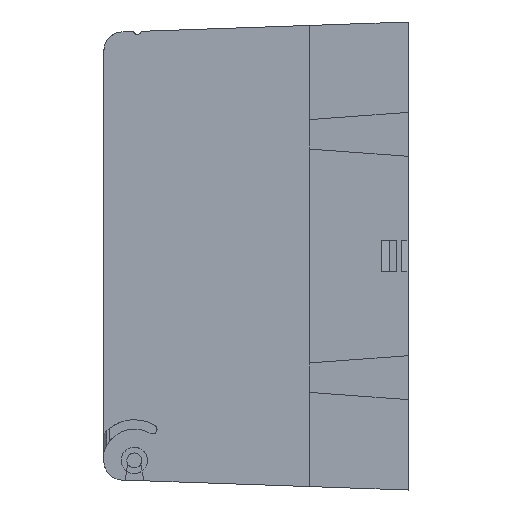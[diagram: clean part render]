
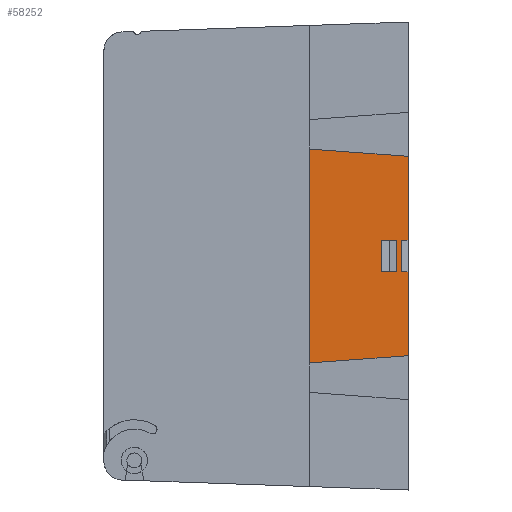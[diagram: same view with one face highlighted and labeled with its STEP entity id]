
A CAD part, left-side view. The second image highlights one B-rep face of the part: STEP entity #58252.
In plain terms, the highlighted planar face has unit normal (1, 0, 0).
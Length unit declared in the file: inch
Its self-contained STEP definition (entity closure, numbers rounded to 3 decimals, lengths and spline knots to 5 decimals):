
#3354 = EDGE_CURVE ( 'NONE', #3842, #3917, #32647, .T. ) ;
#3842 = VERTEX_POINT ( 'NONE', #77518 ) ;
#3917 = VERTEX_POINT ( 'NONE', #74775 ) ;
#4133 = VERTEX_POINT ( 'NONE', #55770 ) ;
#4580 = VECTOR ( 'NONE', #78538, 39.37008 ) ;
#4730 = CARTESIAN_POINT ( 'NONE',  ( -2.6392, -1.5184, -0.17 ) ) ;
#5251 = CARTESIAN_POINT ( 'NONE',  ( -2.6392, -1.68, 0.17 ) ) ;
#6531 = EDGE_CURVE ( 'NONE', #38513, #39934, #27607, .T. ) ;
#8212 = CARTESIAN_POINT ( 'NONE',  ( -2.6392, -1.68, -2.21333 ) ) ;
#9286 = FACE_OUTER_BOUND ( 'NONE', #86338, .T. ) ;
#9374 = EDGE_CURVE ( 'NONE', #9634, #4133, #33631, .T. ) ;
#9634 = VERTEX_POINT ( 'NONE', #55037 ) ;
#9715 = CARTESIAN_POINT ( 'NONE',  ( -2.6392, -0.75, -1.14282 ) ) ;
#10015 = CARTESIAN_POINT ( 'NONE',  ( -2.6392, -1.5184, -2.21333 ) ) ;
#10033 = ORIENTED_EDGE ( 'NONE', *, *, #65819, .F. ) ;
#10985 = CARTESIAN_POINT ( 'NONE',  ( -2.6392, -0.75, 0.17 ) ) ;
#12511 = AXIS2_PLACEMENT_3D ( 'NONE', #35045, #81753, #41685 ) ;
#13221 = EDGE_CURVE ( 'NONE', #38063, #9634, #43216, .T. ) ;
#13441 = LINE ( 'NONE', #58173, #64547 ) ;
#14902 = EDGE_CURVE ( 'NONE', #3917, #38513, #76463, .T. ) ;
#14992 = VECTOR ( 'NONE', #45923, 39.37008 ) ;
#16339 = DIRECTION ( 'NONE',  ( 0., 0., 1. ) ) ;
#17214 = VERTEX_POINT ( 'NONE', #60230 ) ;
#19299 = CARTESIAN_POINT ( 'NONE',  ( -2.6392, -1.8, -1.065 ) ) ;
#19311 = VERTEX_POINT ( 'NONE', #19299 ) ;
#19449 = CARTESIAN_POINT ( 'NONE',  ( -2.6392, -0.75, 0.17 ) ) ;
#20867 = EDGE_CURVE ( 'NONE', #35037, #83233, #75509, .T. ) ;
#23865 = ORIENTED_EDGE ( 'NONE', *, *, #14902, .F. ) ;
#26769 = VECTOR ( 'NONE', #69858, 39.37008 ) ;
#27607 = LINE ( 'NONE', #69963, #26769 ) ;
#32647 = LINE ( 'NONE', #47003, #14992 ) ;
#33268 = CARTESIAN_POINT ( 'NONE',  ( -2.6392, -1.8, 1.065 ) ) ;
#33572 = ORIENTED_EDGE ( 'NONE', *, *, #56776, .F. ) ;
#33629 = DIRECTION ( 'NONE',  ( 0., 0., 1. ) ) ;
#33631 = LINE ( 'NONE', #71004, #51349 ) ;
#33647 = DIRECTION ( 'NONE',  ( 0., 0.997, 0.074 ) ) ;
#35037 = VERTEX_POINT ( 'NONE', #63713 ) ;
#35045 = CARTESIAN_POINT ( 'NONE',  ( -2.6392, -0.75, -2.21333 ) ) ;
#35540 = VECTOR ( 'NONE', #54508, 39.37008 ) ;
#37495 = CARTESIAN_POINT ( 'NONE',  ( -2.6392, -0.75, -0.17 ) ) ;
#37950 = DIRECTION ( 'NONE',  ( 0., 1., 0. ) ) ;
#38063 = VERTEX_POINT ( 'NONE', #70437 ) ;
#38513 = VERTEX_POINT ( 'NONE', #50067 ) ;
#39934 = VERTEX_POINT ( 'NONE', #9715 ) ;
#40094 = LINE ( 'NONE', #10015, #75649 ) ;
#41473 = EDGE_CURVE ( 'NONE', #52084, #35037, #40094, .T. ) ;
#41685 = DIRECTION ( 'NONE',  ( 0., 0., 1. ) ) ;
#41891 = LINE ( 'NONE', #10985, #4580 ) ;
#43216 = LINE ( 'NONE', #37495, #44697 ) ;
#44521 = FACE_BOUND ( 'NONE', #53392, .T. ) ;
#44697 = VECTOR ( 'NONE', #37950, 39.37008 ) ;
#45923 = DIRECTION ( 'NONE',  ( 0., 0., 1. ) ) ;
#47003 = CARTESIAN_POINT ( 'NONE',  ( -2.6392, -1.8, -2.25 ) ) ;
#47680 = ORIENTED_EDGE ( 'NONE', *, *, #41473, .F. ) ;
#49946 = ORIENTED_EDGE ( 'NONE', *, *, #61325, .F. ) ;
#50067 = CARTESIAN_POINT ( 'NONE',  ( -2.6392, -0.75, 1.14282 ) ) ;
#51320 = EDGE_CURVE ( 'NONE', #4133, #3842, #41891, .T. ) ;
#51349 = VECTOR ( 'NONE', #69701, 39.37008 ) ;
#51785 = ORIENTED_EDGE ( 'NONE', *, *, #3354, .F. ) ;
#52084 = VERTEX_POINT ( 'NONE', #4730 ) ;
#52379 = ORIENTED_EDGE ( 'NONE', *, *, #83196, .F. ) ;
#53392 = EDGE_LOOP ( 'NONE', ( #52379, #10033, #64476, #47680 ) ) ;
#54508 = DIRECTION ( 'NONE',  ( 0., -0.997, 0.074 ) ) ;
#55037 = CARTESIAN_POINT ( 'NONE',  ( -2.6392, -1.73, -0.17 ) ) ;
#55414 = LINE ( 'NONE', #74402, #35540 ) ;
#55477 = ORIENTED_EDGE ( 'NONE', *, *, #13221, .F. ) ;
#55770 = CARTESIAN_POINT ( 'NONE',  ( -2.6392, -1.73, 0.17 ) ) ;
#56776 = EDGE_CURVE ( 'NONE', #39934, #19311, #55414, .T. ) ;
#58173 = CARTESIAN_POINT ( 'NONE',  ( -2.6392, -0.75, -0.17 ) ) ;
#58252 = ADVANCED_FACE ( 'NONE', ( #44521, #9286 ), #81466, .F. ) ;
#59032 = VECTOR ( 'NONE', #81570, 39.37008 ) ;
#60011 = ORIENTED_EDGE ( 'NONE', *, *, #6531, .F. ) ;
#60230 = CARTESIAN_POINT ( 'NONE',  ( -2.6392, -1.68, -0.17 ) ) ;
#60439 = ORIENTED_EDGE ( 'NONE', *, *, #9374, .F. ) ;
#61325 = EDGE_CURVE ( 'NONE', #19311, #38063, #86131, .T. ) ;
#63713 = CARTESIAN_POINT ( 'NONE',  ( -2.6392, -1.5184, 0.17 ) ) ;
#64476 = ORIENTED_EDGE ( 'NONE', *, *, #20867, .F. ) ;
#64547 = VECTOR ( 'NONE', #64947, 39.37008 ) ;
#64947 = DIRECTION ( 'NONE',  ( 0., 1., 0. ) ) ;
#65819 = EDGE_CURVE ( 'NONE', #83233, #17214, #76724, .T. ) ;
#66200 = DIRECTION ( 'NONE',  ( 0., -1., 0. ) ) ;
#67035 = CARTESIAN_POINT ( 'NONE',  ( -2.6392, -1.8, -2.25 ) ) ;
#69701 = DIRECTION ( 'NONE',  ( 0., 0., 1. ) ) ;
#69858 = DIRECTION ( 'NONE',  ( 0., 0., -1. ) ) ;
#69963 = CARTESIAN_POINT ( 'NONE',  ( -2.6392, -0.75, -4.87979 ) ) ;
#70437 = CARTESIAN_POINT ( 'NONE',  ( -2.6392, -1.8, -0.17 ) ) ;
#71004 = CARTESIAN_POINT ( 'NONE',  ( -2.6392, -1.73, -2.21333 ) ) ;
#71500 = ORIENTED_EDGE ( 'NONE', *, *, #51320, .F. ) ;
#74402 = CARTESIAN_POINT ( 'NONE',  ( -2.6392, -0.75, -1.14282 ) ) ;
#74775 = CARTESIAN_POINT ( 'NONE',  ( -2.6392, -1.8, 1.065 ) ) ;
#75144 = VECTOR ( 'NONE', #66200, 39.37008 ) ;
#75509 = LINE ( 'NONE', #19449, #75144 ) ;
#75649 = VECTOR ( 'NONE', #16339, 39.37008 ) ;
#76463 = LINE ( 'NONE', #33268, #76862 ) ;
#76724 = LINE ( 'NONE', #8212, #59032 ) ;
#76862 = VECTOR ( 'NONE', #33647, 39.37008 ) ;
#77518 = CARTESIAN_POINT ( 'NONE',  ( -2.6392, -1.8, 0.17 ) ) ;
#78538 = DIRECTION ( 'NONE',  ( 0., -1., 0. ) ) ;
#81466 = PLANE ( 'NONE',  #12511 ) ;
#81570 = DIRECTION ( 'NONE',  ( 0., 0., -1. ) ) ;
#81753 = DIRECTION ( 'NONE',  ( -1., 0., 0. ) ) ;
#81957 = VECTOR ( 'NONE', #33629, 39.37008 ) ;
#83196 = EDGE_CURVE ( 'NONE', #17214, #52084, #13441, .T. ) ;
#83233 = VERTEX_POINT ( 'NONE', #5251 ) ;
#86131 = LINE ( 'NONE', #67035, #81957 ) ;
#86338 = EDGE_LOOP ( 'NONE', ( #55477, #49946, #33572, #60011, #23865, #51785, #71500, #60439 ) ) ;
